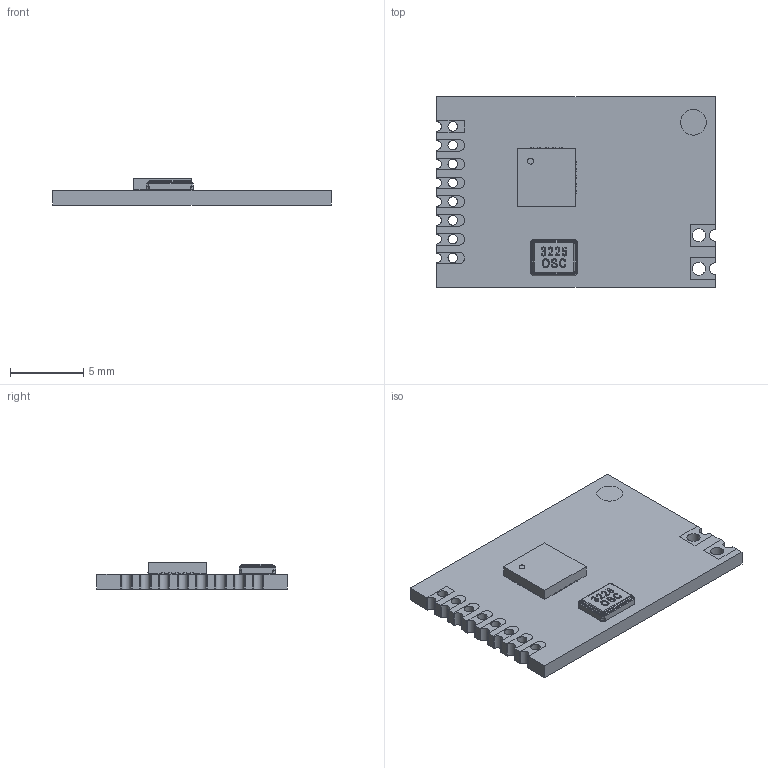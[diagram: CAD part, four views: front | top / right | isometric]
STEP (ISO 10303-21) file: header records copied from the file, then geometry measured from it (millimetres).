
FILE_DESCRIPTION(/* description */ (''),/* implementation_level */ '2;1');
FILE_NAME(/* name */ 'ebyte E07-868MS10.step',/* time_stamp */ '2022-03-09T16:06:58+01:00',/* author */ (''),/* organization */ (''),/* preprocessor_version */ 'ST-DEVELOPER v18.1',/* originating_system */ 'Autodesk Translation Framework v10.13.0.1454',/* authorisation */ '');
FILE_SCHEMA (('AUTOMOTIVE_DESIGN { 1 0 10303 214 3 1 1 }'));
Length unit declared in the file: millimetre
Products named in the file (3): E07-868MS10; QFN-20-1EP_4x4mm_P0.5mm; 3225 SMD Crystal Oscillator
Assembly tree (2 placements, depth 2):
  E07-868MS10
    QFN-20-1EP_4x4mm_P0.5mm
    3225 SMD Crystal Oscillator
Bounding box: 19 x 13 x 1.78 mm (x, y, z)
Volume: 258.1 mm3; surface area: 755.4 mm2
Topology: 19 solids, 19 shells, 475 faces, 1249 edges, 822 vertices
Faces by surface type: plane 320, bspline 74, cylinder 69, torus 8, cone 4
Full cylindrical faces by diameter (mm): 0.4 x1, 0.65 x8, 0.9 x2, 1.75 x2
Entity records: 18895 total; most frequent: CARTESIAN_POINT 7133, ORIENTED_EDGE 2498, DIRECTION 2075, EDGE_CURVE 1249, LINE 939, VECTOR 939, VERTEX_POINT 822, AXIS2_PLACEMENT_3D 568
